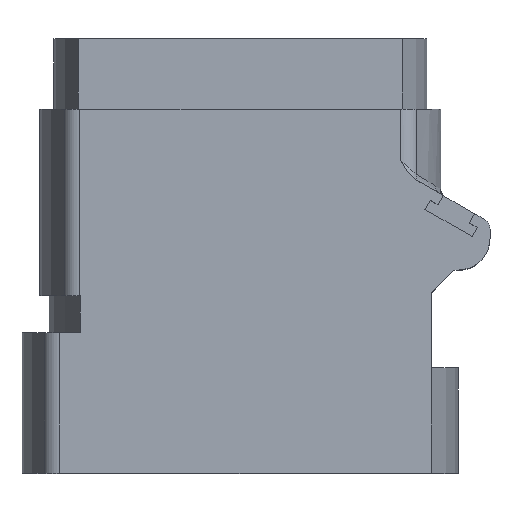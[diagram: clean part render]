
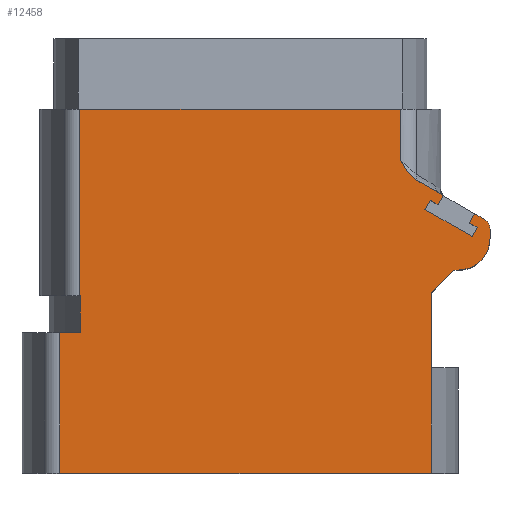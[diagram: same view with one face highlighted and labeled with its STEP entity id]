
A CAD part, top view. The second image highlights one B-rep face of the part: STEP entity #12458.
In plain terms, the highlighted planar face has unit normal (0, 0, 1).
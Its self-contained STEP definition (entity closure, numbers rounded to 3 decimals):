
#912=DIRECTION('',(1.,0.,0.));
#913=VECTOR('',#912,18.238);
#914=CARTESIAN_POINT('',(-9.119,20.7,6.));
#915=LINE('',#914,#913);
#934=DIRECTION('',(0.,-1.,0.));
#935=VECTOR('',#934,10.6);
#936=CARTESIAN_POINT('',(-9.119,20.7,6.));
#937=LINE('',#936,#935);
#952=DIRECTION('',(-0.5,-0.866,0.));
#953=VECTOR('',#952,0.6);
#954=CARTESIAN_POINT('',(11.555,15.777,6.));
#955=LINE('',#954,#953);
#956=DIRECTION('',(-0.866,0.5,0.));
#957=VECTOR('',#956,0.525);
#958=CARTESIAN_POINT('',(11.255,15.257,6.));
#959=LINE('',#958,#957);
#960=DIRECTION('',(-0.5,-0.866,0.));
#961=VECTOR('',#960,0.6);
#962=CARTESIAN_POINT('',(10.8,15.52,6.));
#963=LINE('',#962,#961);
#964=DIRECTION('',(0.866,-0.5,0.));
#965=VECTOR('',#964,3.1);
#966=CARTESIAN_POINT('',(10.5,15.,6.));
#967=LINE('',#966,#965);
#968=DIRECTION('',(0.5,0.866,0.));
#969=VECTOR('',#968,0.6);
#970=CARTESIAN_POINT('',(13.185,13.45,6.));
#971=LINE('',#970,#969);
#972=DIRECTION('',(-0.866,0.5,0.));
#973=VECTOR('',#972,0.525);
#974=CARTESIAN_POINT('',(13.485,13.97,6.));
#975=LINE('',#974,#973);
#976=DIRECTION('',(0.5,0.866,0.));
#977=VECTOR('',#976,0.6);
#978=CARTESIAN_POINT('',(13.03,14.232,6.));
#979=LINE('',#978,#977);
#980=DIRECTION('',(0.866,-0.5,0.));
#981=VECTOR('',#980,0.629);
#982=CARTESIAN_POINT('',(13.33,14.752,6.));
#983=LINE('',#982,#981);
#984=CARTESIAN_POINT('',(13.55,13.874,6.));
#985=DIRECTION('',(0.,0.,-1.));
#986=DIRECTION('',(0.5,0.866,0.));
#987=AXIS2_PLACEMENT_3D('',#984,#985,#986);
#989=CARTESIAN_POINT('',(12.4,13.352,6.));
#990=DIRECTION('',(0.,0.,1.));
#991=DIRECTION('',(0.,-1.,0.));
#992=AXIS2_PLACEMENT_3D('',#989,#990,#991);
#994=DIRECTION('',(-1.,0.,0.));
#995=VECTOR('',#994,0.253);
#996=CARTESIAN_POINT('',(12.4,11.552,6.));
#997=LINE('',#996,#995);
#998=DIRECTION('',(0.707,0.707,0.));
#999=VECTOR('',#998,1.832);
#1000=CARTESIAN_POINT('',(10.852,10.257,6.));
#1001=LINE('',#1000,#999);
#1002=DIRECTION('',(0.,1.,0.));
#1003=VECTOR('',#1002,4.257);
#1004=CARTESIAN_POINT('',(10.852,6.,6.));
#1005=LINE('',#1004,#1003);
#1006=DIRECTION('',(0.,-1.,0.));
#1007=VECTOR('',#1006,6.);
#1008=CARTESIAN_POINT('',(10.852,6.,6.));
#1009=LINE('',#1008,#1007);
#1010=DIRECTION('',(0.,1.,0.));
#1011=VECTOR('',#1010,2.1);
#1012=CARTESIAN_POINT('',(-9.1,8.,6.));
#1013=LINE('',#1012,#1011);
#1014=DIRECTION('',(1.,0.,0.));
#1015=VECTOR('',#1014,0.019);
#1016=CARTESIAN_POINT('',(-9.119,10.1,6.));
#1017=LINE('',#1016,#1015);
#1044=CARTESIAN_POINT('',(9.119,17.76,6.));
#1046=DIRECTION('',(0.,1.,0.));
#1047=VECTOR('',#1046,2.94);
#1048=CARTESIAN_POINT('',(9.119,17.76,6.));
#1049=LINE('',#1048,#1047);
#1064=CARTESIAN_POINT('',(9.987,16.682,6.));
#1065=CARTESIAN_POINT('',(9.974,16.689,6.));
#1066=CARTESIAN_POINT('',(9.949,16.705,6.));
#1067=CARTESIAN_POINT('',(9.909,16.731,6.));
#1068=CARTESIAN_POINT('',(9.868,16.761,6.));
#1069=CARTESIAN_POINT('',(9.827,16.793,6.));
#1070=CARTESIAN_POINT('',(9.784,16.83,6.));
#1071=CARTESIAN_POINT('',(9.74,16.871,6.));
#1072=CARTESIAN_POINT('',(9.694,16.917,6.));
#1073=CARTESIAN_POINT('',(9.647,16.968,6.));
#1074=CARTESIAN_POINT('',(9.597,17.025,6.));
#1075=CARTESIAN_POINT('',(9.545,17.091,6.));
#1076=CARTESIAN_POINT('',(9.488,17.167,6.));
#1077=CARTESIAN_POINT('',(9.426,17.254,6.));
#1078=CARTESIAN_POINT('',(9.359,17.357,6.));
#1079=CARTESIAN_POINT('',(9.286,17.475,6.));
#1080=CARTESIAN_POINT('',(9.206,17.61,6.));
#1081=CARTESIAN_POINT('',(9.149,17.708,6.));
#1082=CARTESIAN_POINT('',(9.119,17.76,6.));
#1433=DIRECTION('',(-1.,0.,0.));
#1434=VECTOR('',#1433,1.145);
#1435=CARTESIAN_POINT('',(-9.1,8.,6.));
#1436=LINE('',#1435,#1434);
#1437=DIRECTION('',(0.,-1.,0.));
#1438=VECTOR('',#1437,8.);
#1439=CARTESIAN_POINT('',(-10.245,8.,6.));
#1440=LINE('',#1439,#1438);
#1455=DIRECTION('',(1.,0.,0.));
#1456=VECTOR('',#1455,21.097);
#1457=CARTESIAN_POINT('',(-10.245,0.,6.));
#1458=LINE('',#1457,#1456);
#1498=DIRECTION('',(0.,1.,0.));
#1499=VECTOR('',#1498,0.522);
#1500=CARTESIAN_POINT('',(14.2,13.352,6.));
#1501=LINE('',#1500,#1499);
#1699=CARTESIAN_POINT('',(9.987,16.682,6.));
#1723=DIRECTION('',(-0.866,0.5,0.));
#1724=VECTOR('',#1723,1.81);
#1725=CARTESIAN_POINT('',(11.555,15.777,6.));
#1726=LINE('',#1725,#1724);
#9414=CARTESIAN_POINT('',(10.852,0.,6.));
#9416=VERTEX_POINT('',#9414);
#9427=CARTESIAN_POINT('',(11.255,15.257,6.));
#9428=CARTESIAN_POINT('',(10.8,15.52,6.));
#9429=VERTEX_POINT('',#9427);
#9430=VERTEX_POINT('',#9428);
#9431=CARTESIAN_POINT('',(10.5,15.,6.));
#9432=VERTEX_POINT('',#9431);
#9433=CARTESIAN_POINT('',(13.185,13.45,6.));
#9434=VERTEX_POINT('',#9433);
#9435=CARTESIAN_POINT('',(13.485,13.97,6.));
#9436=VERTEX_POINT('',#9435);
#9439=CARTESIAN_POINT('',(13.03,14.232,6.));
#9440=VERTEX_POINT('',#9439);
#9466=CARTESIAN_POINT('',(13.33,14.752,6.));
#9468=VERTEX_POINT('',#9466);
#9473=CARTESIAN_POINT('',(11.555,15.777,6.));
#9474=VERTEX_POINT('',#9473);
#9481=CARTESIAN_POINT('',(9.119,20.7,6.));
#9483=VERTEX_POINT('',#9481);
#9487=CARTESIAN_POINT('',(13.875,14.437,6.));
#9488=VERTEX_POINT('',#9487);
#9489=CARTESIAN_POINT('',(-9.1,8.,6.));
#9490=CARTESIAN_POINT('',(-9.1,10.1,6.));
#9491=VERTEX_POINT('',#9489);
#9492=VERTEX_POINT('',#9490);
#9497=CARTESIAN_POINT('',(-9.119,20.7,6.));
#9498=CARTESIAN_POINT('',(-9.119,10.1,6.));
#9499=VERTEX_POINT('',#9497);
#9500=VERTEX_POINT('',#9498);
#9505=CARTESIAN_POINT('',(-10.245,8.,6.));
#9506=CARTESIAN_POINT('',(-10.245,0.,6.));
#9507=VERTEX_POINT('',#9505);
#9508=VERTEX_POINT('',#9506);
#9619=CARTESIAN_POINT('',(14.2,13.874,6.));
#9620=VERTEX_POINT('',#9619);
#9621=CARTESIAN_POINT('',(10.852,6.,6.));
#9623=VERTEX_POINT('',#9621);
#9626=CARTESIAN_POINT('',(10.852,10.257,6.));
#9628=VERTEX_POINT('',#9626);
#9631=CARTESIAN_POINT('',(12.147,11.552,6.));
#9632=VERTEX_POINT('',#9631);
#9637=CARTESIAN_POINT('',(12.4,11.552,6.));
#9638=VERTEX_POINT('',#9637);
#9639=CARTESIAN_POINT('',(14.2,13.352,6.));
#9640=VERTEX_POINT('',#9639);
#9642=VERTEX_POINT('',#1044);
#9644=VERTEX_POINT('',#1699);
#12403=CARTESIAN_POINT('',(-10.852,0.,6.));
#12404=DIRECTION('',(0.,0.,1.));
#12405=DIRECTION('',(1.,0.,0.));
#12406=AXIS2_PLACEMENT_3D('',#12403,#12404,#12405);
#12407=PLANE('',#12406);
#12409=ORIENTED_EDGE('',*,*,#12408,.F.);
#12411=ORIENTED_EDGE('',*,*,#12410,.F.);
#12413=ORIENTED_EDGE('',*,*,#12412,.F.);
#12415=ORIENTED_EDGE('',*,*,#12414,.T.);
#12417=ORIENTED_EDGE('',*,*,#12416,.T.);
#12419=ORIENTED_EDGE('',*,*,#12418,.T.);
#12421=ORIENTED_EDGE('',*,*,#12420,.T.);
#12423=ORIENTED_EDGE('',*,*,#12422,.T.);
#12425=ORIENTED_EDGE('',*,*,#12424,.T.);
#12427=ORIENTED_EDGE('',*,*,#12426,.T.);
#12429=ORIENTED_EDGE('',*,*,#12428,.T.);
#12431=ORIENTED_EDGE('',*,*,#12430,.T.);
#12433=ORIENTED_EDGE('',*,*,#12432,.F.);
#12435=ORIENTED_EDGE('',*,*,#12434,.F.);
#12437=ORIENTED_EDGE('',*,*,#12436,.T.);
#12439=ORIENTED_EDGE('',*,*,#12438,.F.);
#12441=ORIENTED_EDGE('',*,*,#12440,.F.);
#12443=ORIENTED_EDGE('',*,*,#12442,.T.);
#12445=ORIENTED_EDGE('',*,*,#12444,.F.);
#12447=ORIENTED_EDGE('',*,*,#12446,.F.);
#12449=ORIENTED_EDGE('',*,*,#12448,.F.);
#12451=ORIENTED_EDGE('',*,*,#12450,.T.);
#12453=ORIENTED_EDGE('',*,*,#12452,.F.);
#12454=ORIENTED_EDGE('',*,*,#12393,.F.);
#12455=ORIENTED_EDGE('',*,*,#12374,.T.);
#12456=EDGE_LOOP('',(#12409,#12411,#12413,#12415,#12417,#12419,#12421,#12423,
#12425,#12427,#12429,#12431,#12433,#12435,#12437,#12439,#12441,#12443,#12445,
#12447,#12449,#12451,#12453,#12454,#12455));
#12457=FACE_OUTER_BOUND('',#12456,.F.);
#12458=ADVANCED_FACE('',(#12457),#12407,.T.);
#988=CIRCLE('',#987,0.65);
#993=CIRCLE('',#992,1.8);
#1083=B_SPLINE_CURVE_WITH_KNOTS('',3,(#1064,#1065,#1066,#1067,#1068,#1069,#1070,
#1071,#1072,#1073,#1074,#1075,#1076,#1077,#1078,#1079,#1080,#1081,#1082),
.UNSPECIFIED.,.F.,.F.,(4,1,1,1,1,1,1,1,1,1,1,1,1,1,1,1,4),(0.,0.063,0.125,
0.188,0.25,0.313,0.375,0.438,0.5,0.563,0.625,0.688,
0.75,0.813,0.875,0.938,1.),.UNSPECIFIED.);
#12374=EDGE_CURVE('',#9499,#9483,#915,.T.);
#12393=EDGE_CURVE('',#9499,#9500,#937,.T.);
#12408=EDGE_CURVE('',#9642,#9483,#1049,.T.);
#12410=EDGE_CURVE('',#9644,#9642,#1083,.T.);
#12412=EDGE_CURVE('',#9474,#9644,#1726,.T.);
#12414=EDGE_CURVE('',#9474,#9429,#955,.T.);
#12416=EDGE_CURVE('',#9429,#9430,#959,.T.);
#12418=EDGE_CURVE('',#9430,#9432,#963,.T.);
#12420=EDGE_CURVE('',#9432,#9434,#967,.T.);
#12422=EDGE_CURVE('',#9434,#9436,#971,.T.);
#12424=EDGE_CURVE('',#9436,#9440,#975,.T.);
#12426=EDGE_CURVE('',#9440,#9468,#979,.T.);
#12428=EDGE_CURVE('',#9468,#9488,#983,.T.);
#12430=EDGE_CURVE('',#9488,#9620,#988,.T.);
#12432=EDGE_CURVE('',#9640,#9620,#1501,.T.);
#12434=EDGE_CURVE('',#9638,#9640,#993,.T.);
#12436=EDGE_CURVE('',#9638,#9632,#997,.T.);
#12438=EDGE_CURVE('',#9628,#9632,#1001,.T.);
#12440=EDGE_CURVE('',#9623,#9628,#1005,.T.);
#12442=EDGE_CURVE('',#9623,#9416,#1009,.T.);
#12444=EDGE_CURVE('',#9508,#9416,#1458,.T.);
#12446=EDGE_CURVE('',#9507,#9508,#1440,.T.);
#12448=EDGE_CURVE('',#9491,#9507,#1436,.T.);
#12450=EDGE_CURVE('',#9491,#9492,#1013,.T.);
#12452=EDGE_CURVE('',#9500,#9492,#1017,.T.);
